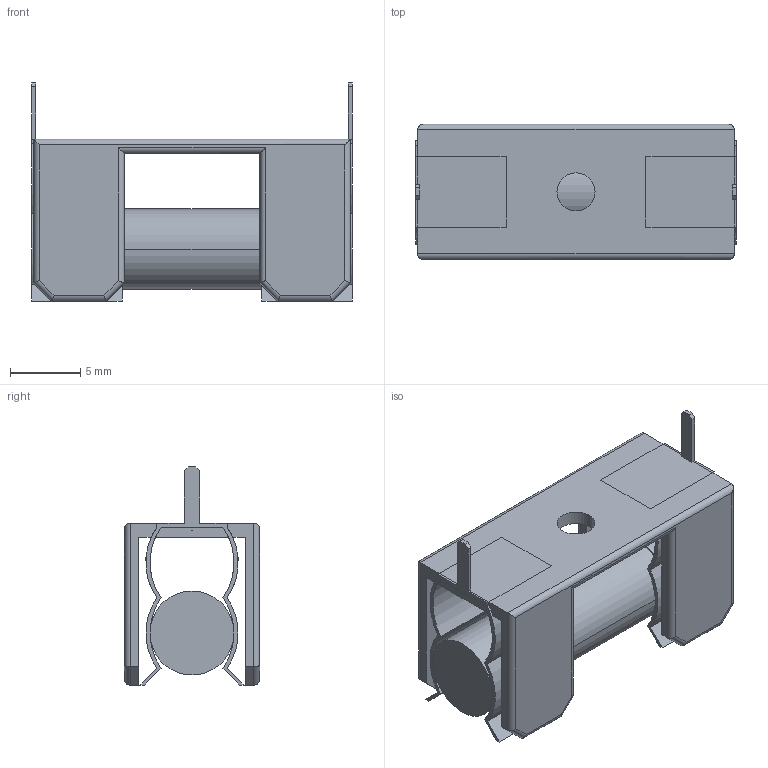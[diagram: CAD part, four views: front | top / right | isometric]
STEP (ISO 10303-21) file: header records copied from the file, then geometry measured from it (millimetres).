
FILE_DESCRIPTION (( 'STEP AP214' ), '1' );
FILE_NAME ('Fuse_V2.STEP', '2022-01-05T16:08:39', ( '' ), ( '' ), 'SwSTEP 2.0', 'SolidWorks 2018', '' );
FILE_SCHEMA (( 'AUTOMOTIVE_DESIGN' ));
Length unit declared in the file: inch
Products named in the file (4): Fuse.STEP; Fuse_V2; Fuseholder_Cylinder-5x20mm_Schurter_0031_8201_Horizontal_Open.STEP; FuseTube^Fuse.STEP
Assembly tree (3 placements, depth 3):
  Fuse_V2
    Fuse.STEP
      Fuseholder_Cylinder-5x20mm_Schurter_0031_8201_Horizontal_Open.STEP
      FuseTube^Fuse.STEP
Bounding box: 22.8 x 9.6 x 15.5 mm (x, y, z)
Volume: 626.6 mm3; surface area: 2638.7 mm2
Topology: 2 solids, 3 shells, 137 faces, 354 edges, 226 vertices
Faces by surface type: plane 82, cylinder 55
Entity records: 5253 total; most frequent: CARTESIAN_POINT 796, ORIENTED_EDGE 708, DIRECTION 690, EDGE_CURVE 354, LINE 258, VECTOR 258, VERTEX_POINT 226, AXIS2_PLACEMENT_3D 216
